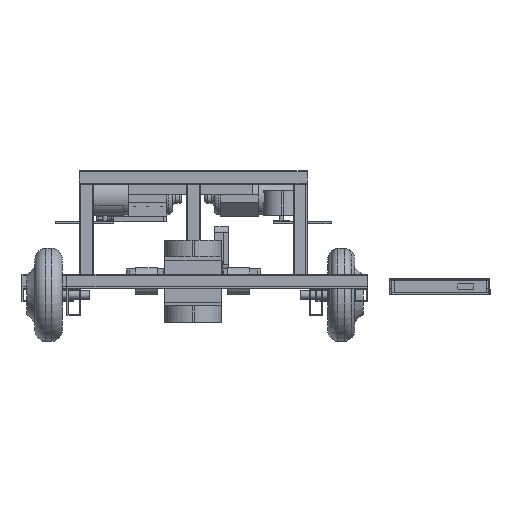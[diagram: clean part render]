
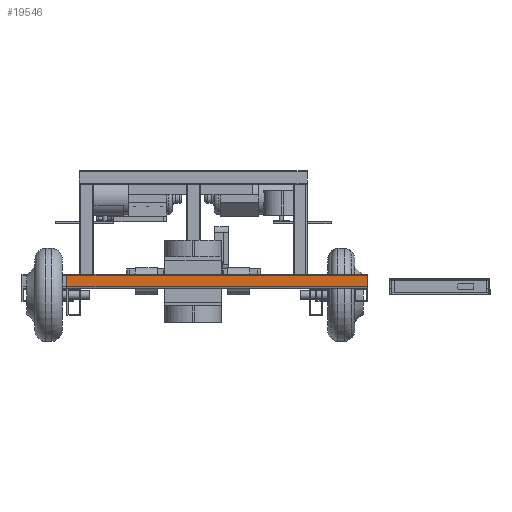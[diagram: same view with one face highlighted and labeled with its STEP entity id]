
A CAD part, left-side view. The second image highlights one B-rep face of the part: STEP entity #19546.
In plain terms, the highlighted planar face has unit normal (-1, 0, 0).
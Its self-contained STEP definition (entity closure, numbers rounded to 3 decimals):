
#910=PLANE('',#20915);
#1748=FACE_OUTER_BOUND('',#2918,.T.);
#2918=EDGE_LOOP('',(#14578,#14579,#14580,#14581));
#4512=LINE('',#28831,#6647);
#4514=LINE('',#28837,#6649);
#4518=LINE('',#28843,#6653);
#4519=LINE('',#28845,#6654);
#6647=VECTOR('',#23324,10.);
#6649=VECTOR('',#23328,10.);
#6653=VECTOR('',#23334,10.);
#6654=VECTOR('',#23337,10.);
#9292=VERTEX_POINT('',#28824);
#9295=VERTEX_POINT('',#28829);
#9296=VERTEX_POINT('',#28833);
#9298=VERTEX_POINT('',#28836);
#11290=EDGE_CURVE('',#9292,#9295,#4512,.T.);
#11292=EDGE_CURVE('',#9298,#9296,#4514,.T.);
#11296=EDGE_CURVE('',#9295,#9298,#4518,.T.);
#11297=EDGE_CURVE('',#9296,#9292,#4519,.T.);
#14578=ORIENTED_EDGE('',*,*,#11290,.T.);
#14579=ORIENTED_EDGE('',*,*,#11296,.T.);
#14580=ORIENTED_EDGE('',*,*,#11292,.T.);
#14581=ORIENTED_EDGE('',*,*,#11297,.T.);
#19546=ADVANCED_FACE('',(#1748),#910,.F.);
#20915=AXIS2_PLACEMENT_3D('',#28848,#23341,#23342);
#23324=DIRECTION('',(0.,0.,-1.));
#23328=DIRECTION('',(0.,0.,1.));
#23334=DIRECTION('',(0.,-1.,0.));
#23337=DIRECTION('',(0.,1.,0.));
#23341=DIRECTION('center_axis',(1.,0.,0.));
#23342=DIRECTION('ref_axis',(0.,1.,0.));
#28824=CARTESIAN_POINT('',(-1010.,224.,37.5));
#28829=CARTESIAN_POINT('',(-1010.,224.,12.5));
#28831=CARTESIAN_POINT('',(-1010.,224.,18.75));
#28833=CARTESIAN_POINT('',(-1010.,-326.,37.5));
#28836=CARTESIAN_POINT('',(-1010.,-326.,12.5));
#28837=CARTESIAN_POINT('',(-1010.,-326.,31.25));
#28843=CARTESIAN_POINT('',(-1010.,-3.5,12.5));
#28845=CARTESIAN_POINT('',(-1010.,-303.5,37.5));
#28848=CARTESIAN_POINT('Origin',(-1010.,-153.5,25.));
